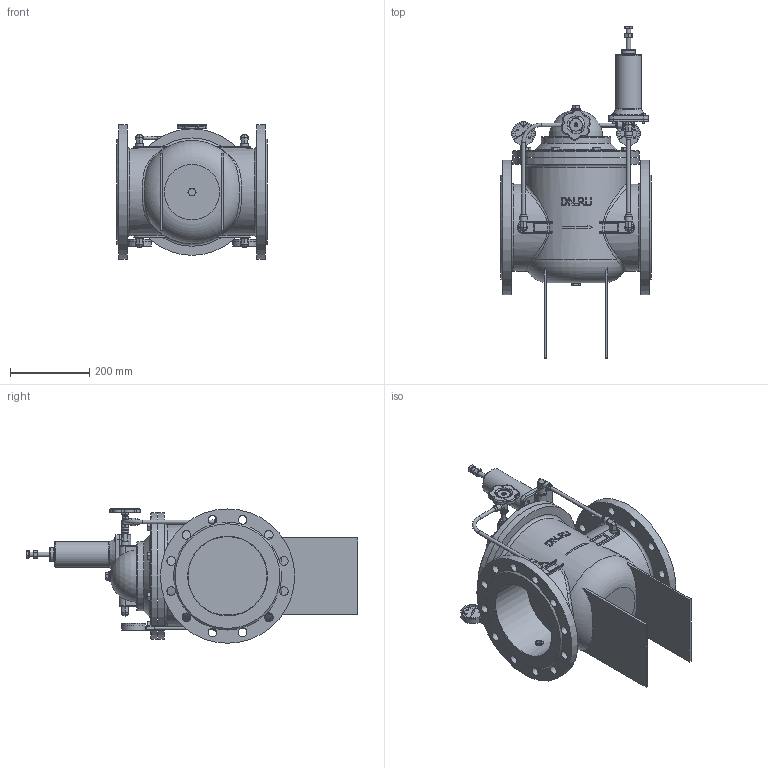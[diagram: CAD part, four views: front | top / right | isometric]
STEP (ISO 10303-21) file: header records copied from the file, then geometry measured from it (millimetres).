
FILE_DESCRIPTION(/* description */ (''),/* implementation_level */ '2;1');
FILE_NAME(/* name */ 'DN200_3D_STEP.stp',/* time_stamp */ '2024-12-23T01:25:23+03:00',/* author */ ('igorr'),/* organization */ (''),/* preprocessor_version */ 'ST-DEVELOPER v20',/* originating_system */ 'Autodesk Inventor 2025',/* authorisation */ '');
FILE_SCHEMA (('AUTOMOTIVE_DESIGN { 1 0 10303 214 3 1 1 }'));
Products named in the file (17): Сборка; Деталь1; Деталь2; Parker, симметричный входящий 
тройник 172P 172P-8-6; Деталь3; Деталь5; Деталь4; Деталь6; Деталь7; Parker, входящее колено 
149F-249б 149F-8-8; AS 1110 - M12 x 65; ANSI B18.2.4.2M - M12x1,75; Bolt GB/T 35 M5 x 20; AS 1427 - M4 x 6; Деталь8; Деталь9; AS 1110 - M12 x 20
Assembly tree (37 placements, depth 2):
  Сборка
    Деталь1
    Деталь2
    Parker, входящее колено 
149F-249б 149F-8-8  x7
    Parker, симметричный входящий 
тройник 172P 172P-8-6
    Деталь3
    Деталь5  x2
    Деталь4  x2
    Деталь6
    Деталь7
    AS 1110 - M12 x 65
    AS 1110 - M12 x 20  x10
    ANSI B18.2.4.2M - M12x1,75
    Bolt GB/T 35 M5 x 20  x4
    AS 1427 - M4 x 6
    Деталь8  x2
    Деталь9
Bounding box: 380 x 840 x 340.45 mm (x, y, z)
Volume: 21859059.7 mm3; surface area: 1492510.4 mm2
Topology: 39 solids, 40 shells, 1635 faces, 3895 edges, 2478 vertices
Faces by surface type: plane 884, cylinder 281, bspline 209, cone 193, torus 65, sphere 3
Full cylindrical faces by diameter (mm): 2.03 x2, 3 x2, 3.571 x1, 4 x1, 4.567 x4, 5 x4, 6 x8, 7 x2, 8.204 x2, 9 x4, 9.845 x4, 10 x6, 10.106 x1, 10.363 x14, 11 x5, 11.43 x4, 12 x11, 12.954 x7, 13 x2, 15 x9, 16.192 x9, 18 x11, 19.05 x7, 19.88 x5, 19.885 x7, 20 x1, 22 x25, 25 x1, 31.049 x1, 35 x2
Entity records: 31723 total; most frequent: CARTESIAN_POINT 8834, ORIENTED_EDGE 4558, DIRECTION 4263, EDGE_CURVE 2279, AXIS2_PLACEMENT_3D 1575, VERTEX_POINT 1462, LINE 1113, VECTOR 1113
